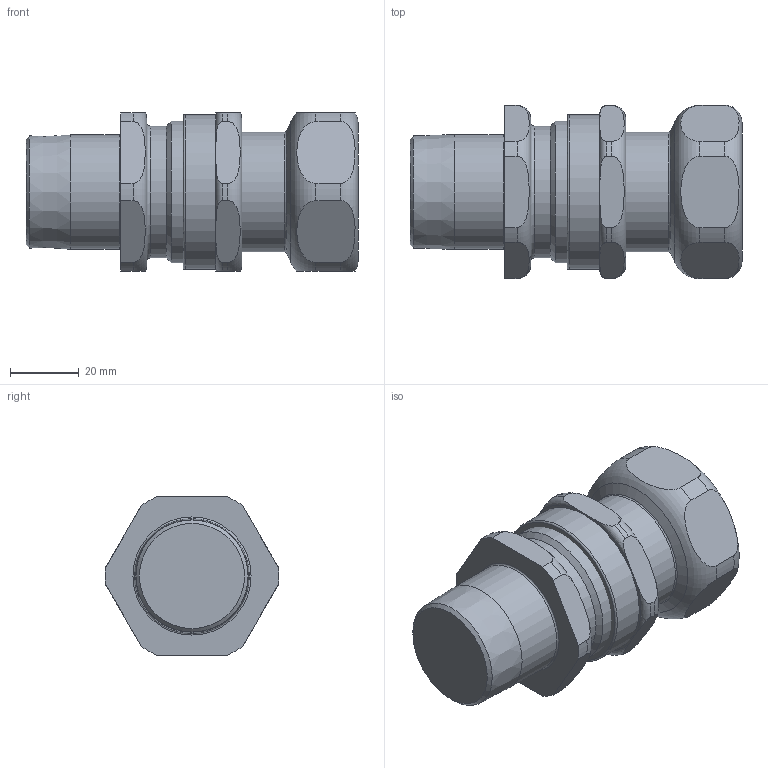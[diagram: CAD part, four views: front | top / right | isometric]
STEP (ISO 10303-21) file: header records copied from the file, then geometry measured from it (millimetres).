
FILE_DESCRIPTION(/* description */ (''),/* implementation_level */ '2;1');
FILE_NAME(/* name */ '501_414 C_1_NPT.stp',/* time_stamp */ '2021-04-23T17:56:02+05:00',/* author */ ('vinaykumark'),/* organization */ (''),/* preprocessor_version */ 'ST-DEVELOPER v18',/* originating_system */ 'Autodesk Inventor 2020',/* authorisation */ '');
FILE_SCHEMA (('AUTOMOTIVE_DESIGN { 1 0 10303 214 3 1 1 }'));
Length unit declared in the file: inch
Products named in the file (1): 501_414 C_1_NPT
Bounding box: 96.65 x 50.47 x 46 mm (x, y, z)
Volume: 141560.3 mm3; surface area: 30861.2 mm2
Topology: 5 solids, 5 shells, 87 faces, 243 edges, 171 vertices
Faces by surface type: plane 33, cylinder 28, torus 19, cone 7
Full cylindrical faces by diameter (mm): 26.5 x1, 32.9 x1, 33.4 x1, 34.85 x2, 35.4 x2, 38.4 x1, 41.275 x1, 45.15 x1
Entity records: 3693 total; most frequent: CARTESIAN_POINT 1215, DIRECTION 509, ORIENTED_EDGE 486, EDGE_CURVE 243, AXIS2_PLACEMENT_3D 222, VERTEX_POINT 171, CIRCLE 134, EDGE_LOOP 92
